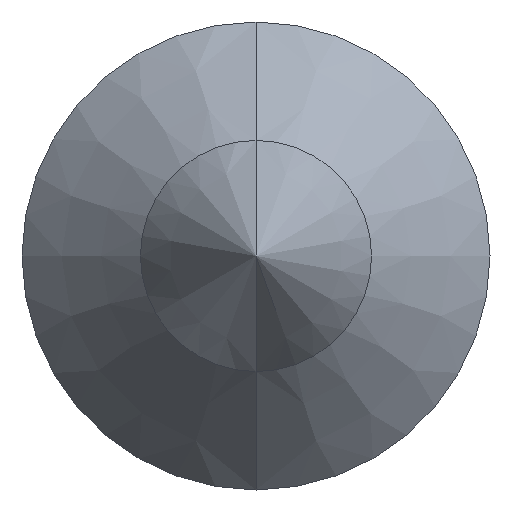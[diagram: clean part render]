
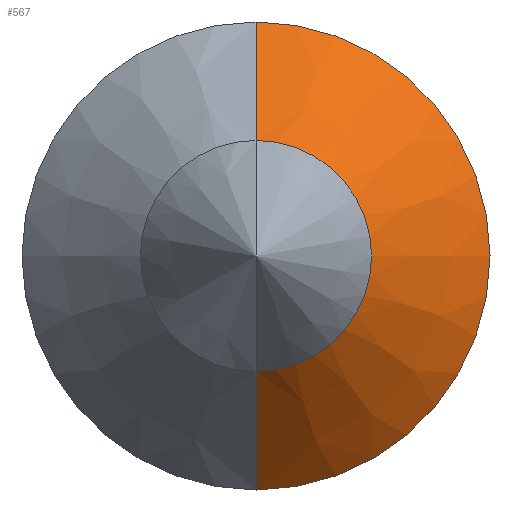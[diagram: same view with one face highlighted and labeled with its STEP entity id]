
A CAD part, front view. The second image highlights one B-rep face of the part: STEP entity #567.
In plain terms, the highlighted conical face has half-angle 41.711 degrees and reference radius 2 mm.
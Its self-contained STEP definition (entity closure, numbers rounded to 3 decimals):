
#13 = EDGE_CURVE ( 'NONE', #385, #379, #430, .T. ) ;
#15 = EDGE_CURVE ( 'NONE', #379, #366, #432, .T. ) ;
#35 = CARTESIAN_POINT ( 'NONE',  ( 0., 4.55, -4.05 ) ) ;
#62 = DIRECTION ( 'NONE',  ( 0., 0.747, 0.665 ) ) ;
#66 = CARTESIAN_POINT ( 'NONE',  ( 0., 2.25, 2. ) ) ;
#67 = CARTESIAN_POINT ( 'NONE',  ( 0., 4.55, 0. ) ) ;
#68 = DIRECTION ( 'NONE',  ( 0., 1., 0. ) ) ;
#69 = DIRECTION ( 'NONE',  ( 0., 0., 1. ) ) ;
#70 = CARTESIAN_POINT ( 'NONE',  ( 0., 2.25, -2. ) ) ;
#73 = CARTESIAN_POINT ( 'NONE',  ( 0., 2.25, 0. ) ) ;
#74 = DIRECTION ( 'NONE',  ( 0., 1., 0. ) ) ;
#75 = DIRECTION ( 'NONE',  ( 0., 0., 1. ) ) ;
#78 = DIRECTION ( 'NONE',  ( 0., 0.747, -0.665 ) ) ;
#127 = AXIS2_PLACEMENT_3D ( 'NONE', #73, #74, #75 ) ;
#150 = AXIS2_PLACEMENT_3D ( 'NONE', #67, #68, #69 ) ;
#185 = CARTESIAN_POINT ( 'NONE',  ( 0., 2.25, -2. ) ) ;
#189 = CARTESIAN_POINT ( 'NONE',  ( 0., 2.25, 2. ) ) ;
#259 = DIRECTION ( 'NONE',  ( 0., 1., 0. ) ) ;
#261 = DIRECTION ( 'NONE',  ( 0., 0., 1. ) ) ;
#264 = CARTESIAN_POINT ( 'NONE',  ( 0., 2.25, 0. ) ) ;
#305 = EDGE_CURVE ( 'NONE', #644, #366, #472, .T. ) ;
#306 = EDGE_CURVE ( 'NONE', #385, #644, #478, .T. ) ;
#356 = ORIENTED_EDGE ( 'NONE', *, *, #306, .F. ) ;
#357 = ORIENTED_EDGE ( 'NONE', *, *, #305, .F. ) ;
#358 = ORIENTED_EDGE ( 'NONE', *, *, #15, .T. ) ;
#359 = ORIENTED_EDGE ( 'NONE', *, *, #13, .T. ) ;
#366 = VERTEX_POINT ( 'NONE', #35 ) ;
#379 = VERTEX_POINT ( 'NONE', #185 ) ;
#385 = VERTEX_POINT ( 'NONE', #189 ) ;
#393 = EDGE_LOOP ( 'NONE', ( #359, #358, #357, #356 ) ) ;
#430 = CIRCLE ( 'NONE', #127, 2. ) ;
#432 = LINE ( 'NONE', #70, #436 ) ;
#436 = VECTOR ( 'NONE', #78, 1000. ) ;
#472 = CIRCLE ( 'NONE', #150, 4.05 ) ;
#478 = LINE ( 'NONE', #66, #480 ) ;
#480 = VECTOR ( 'NONE', #62, 1000. ) ;
#520 = FACE_OUTER_BOUND ( 'NONE', #393, .T. ) ;
#530 = CONICAL_SURFACE ( 'NONE', #559, 2., 0.728 ) ;
#559 = AXIS2_PLACEMENT_3D ( 'NONE', #264, #259, #261 ) ;
#567 = ADVANCED_FACE ( 'NONE', ( #520 ), #530, .T. ) ;
#644 = VERTEX_POINT ( 'NONE', #681 ) ;
#681 = CARTESIAN_POINT ( 'NONE',  ( 0., 4.55, 4.05 ) ) ;
